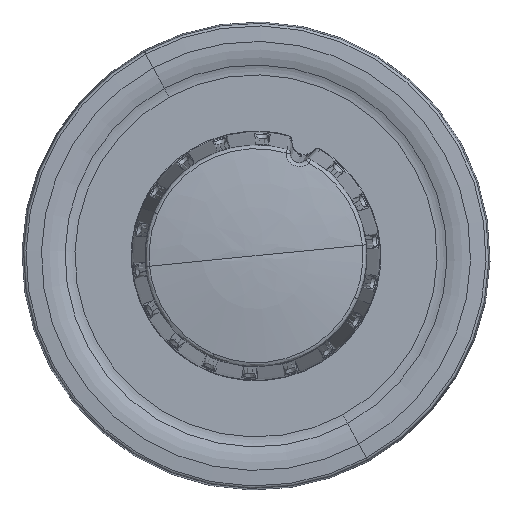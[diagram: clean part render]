
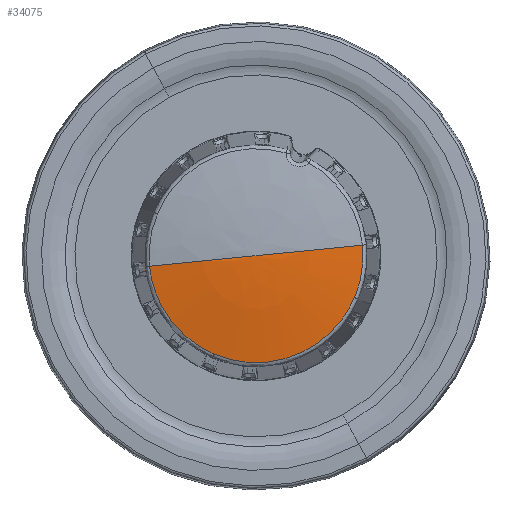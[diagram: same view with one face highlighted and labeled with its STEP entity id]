
A CAD part, top view. The second image highlights one B-rep face of the part: STEP entity #34075.
In plain terms, the highlighted face is a revolution surface.
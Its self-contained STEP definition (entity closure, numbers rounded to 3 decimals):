
#12753=CARTESIAN_POINT('Vertex',(12.056,1.192,25.923)) ;
#12860=CARTESIAN_POINT('Vertex',(11.152,-4.734,25.923)) ;
#12864=CARTESIAN_POINT('Control Point',(12.056,1.192,25.923)) ;
#12865=CARTESIAN_POINT('Control Point',(12.175,-0.005,25.923)) ;
#12866=CARTESIAN_POINT('Control Point',(12.145,-1.216,25.923)) ;
#12867=CARTESIAN_POINT('Control Point',(11.964,-2.419,25.923)) ;
#12868=CARTESIAN_POINT('Control Point',(11.632,-3.594,25.923)) ;
#12869=CARTESIAN_POINT('Control Point',(11.162,-4.711,25.923)) ;
#12870=CARTESIAN_POINT('Control Point',(11.159,-4.719,25.923)) ;
#12871=CARTESIAN_POINT('Control Point',(11.155,-4.726,25.923)) ;
#12872=CARTESIAN_POINT('Control Point',(11.152,-4.734,25.923)) ;
#34020=CARTESIAN_POINT('Control Point',(0.,0.,26.862)) ;
#34021=CARTESIAN_POINT('Control Point',(2.237,-0.95,26.862)) ;
#34022=CARTESIAN_POINT('Control Point',(4.471,-1.898,26.768)) ;
#34023=CARTESIAN_POINT('Control Point',(6.702,-2.845,26.58)) ;
#34024=CARTESIAN_POINT('Control Point',(8.929,-3.79,26.298)) ;
#34025=CARTESIAN_POINT('Control Point',(11.152,-4.734,25.923)) ;
#34026=CARTESIAN_POINT('Axis1P Location',(0.,0.,26.862)) ;
#34031=CARTESIAN_POINT('Control Point',(-4.734,-11.152,25.923)) ;
#34032=CARTESIAN_POINT('Control Point',(-1.23,-12.64,25.923)) ;
#34033=CARTESIAN_POINT('Control Point',(2.867,-12.755,25.923)) ;
#34034=CARTESIAN_POINT('Control Point',(6.8,-11.161,25.923)) ;
#34035=CARTESIAN_POINT('Control Point',(9.664,-8.239,25.923)) ;
#34036=CARTESIAN_POINT('Control Point',(11.152,-4.734,25.923)) ;
#34037=CARTESIAN_POINT('Vertex',(-4.734,-11.152,25.923)) ;
#34041=CARTESIAN_POINT('Control Point',(-4.734,-11.152,25.923)) ;
#34042=CARTESIAN_POINT('Control Point',(-7.122,-10.138,25.923)) ;
#34043=CARTESIAN_POINT('Control Point',(-9.243,-8.484,25.923)) ;
#34044=CARTESIAN_POINT('Control Point',(-10.856,-6.285,25.923)) ;
#34045=CARTESIAN_POINT('Control Point',(-11.801,-3.773,25.923)) ;
#34046=CARTESIAN_POINT('Control Point',(-12.056,-1.192,25.923)) ;
#34047=CARTESIAN_POINT('Vertex',(-12.056,-1.192,25.923)) ;
#34051=CARTESIAN_POINT('Control Point',(0.,0.,26.862)) ;
#34052=CARTESIAN_POINT('Control Point',(-2.419,-0.239,26.862)) ;
#34053=CARTESIAN_POINT('Control Point',(-4.834,-0.478,26.768)) ;
#34054=CARTESIAN_POINT('Control Point',(-7.245,-0.717,26.58)) ;
#34055=CARTESIAN_POINT('Control Point',(-9.653,-0.955,26.298)) ;
#34056=CARTESIAN_POINT('Control Point',(-12.056,-1.192,25.923)) ;
#34057=CARTESIAN_POINT('Vertex',(0.,0.,26.862)) ;
#34061=CARTESIAN_POINT('Control Point',(0.,0.,26.862)) ;
#34062=CARTESIAN_POINT('Control Point',(2.419,0.239,26.862)) ;
#34063=CARTESIAN_POINT('Control Point',(4.834,0.478,26.768)) ;
#34064=CARTESIAN_POINT('Control Point',(7.245,0.717,26.58)) ;
#34065=CARTESIAN_POINT('Control Point',(9.653,0.955,26.298)) ;
#34066=CARTESIAN_POINT('Control Point',(12.056,1.192,25.923)) ;
#34027=DIRECTION('Axis1P Direction',(0.,0.,1.)) ;
#34028=AXIS1_PLACEMENT('Revolution Surface Axis1P',#34026,#34027) ;
#34069=ORIENTED_EDGE('',*,*,#12873,.T.) ;
#34070=ORIENTED_EDGE('',*,*,#34039,.T.) ;
#34071=ORIENTED_EDGE('',*,*,#34049,.T.) ;
#34072=ORIENTED_EDGE('',*,*,#34059,.F.) ;
#34073=ORIENTED_EDGE('',*,*,#34067,.T.) ;
#34075=ADVANCED_FACE('Assembler.1',(#34074),#34029,.T.) ;
#12863=B_SPLINE_CURVE_WITH_KNOTS('',5,(#12864,#12865,#12866,#12867,#12868,#12869,#12870,#12871,#12872),.UNSPECIFIED.,.F.,.U.,(6,3,6),(0.,7.289,7.339),.UNSPECIFIED.) ;
#34019=B_SPLINE_CURVE_WITH_KNOTS('',5,(#34020,#34021,#34022,#34023,#34024,#34025),.UNSPECIFIED.,.F.,.U.,(6,6),(0.,12.153),.UNSPECIFIED.) ;
#34030=B_SPLINE_CURVE_WITH_KNOTS('',5,(#34031,#34032,#34033,#34034,#34035,#34036),.UNSPECIFIED.,.F.,.U.,(6,6),(25.364,48.422),.UNSPECIFIED.) ;
#34040=B_SPLINE_CURVE_WITH_KNOTS('',5,(#34041,#34042,#34043,#34044,#34045,#34046),.UNSPECIFIED.,.F.,.U.,(6,6),(28.418,44.136),.UNSPECIFIED.) ;
#34050=B_SPLINE_CURVE_WITH_KNOTS('',5,(#34051,#34052,#34053,#34054,#34055,#34056),.UNSPECIFIED.,.F.,.U.,(6,6),(0.,12.153),.UNSPECIFIED.) ;
#34060=B_SPLINE_CURVE_WITH_KNOTS('',5,(#34061,#34062,#34063,#34064,#34065,#34066),.UNSPECIFIED.,.F.,.U.,(6,6),(0.,12.153),.UNSPECIFIED.) ;
#12873=EDGE_CURVE('',#12754,#12861,#12863,.T.) ;
#34039=EDGE_CURVE('',#12861,#34038,#34030,.F.) ;
#34049=EDGE_CURVE('',#34038,#34048,#34040,.T.) ;
#34059=EDGE_CURVE('',#34058,#34048,#34050,.T.) ;
#34067=EDGE_CURVE('',#34058,#12754,#34060,.T.) ;
#34068=EDGE_LOOP('',(#34069,#34070,#34071,#34072,#34073)) ;
#34074=FACE_OUTER_BOUND('',#34068,.T.) ;
#34029=SURFACE_OF_REVOLUTION('Surface of Revolution',#34019,#34028) ;
#12754=VERTEX_POINT('',#12753) ;
#12861=VERTEX_POINT('',#12860) ;
#34038=VERTEX_POINT('',#34037) ;
#34048=VERTEX_POINT('',#34047) ;
#34058=VERTEX_POINT('',#34057) ;
